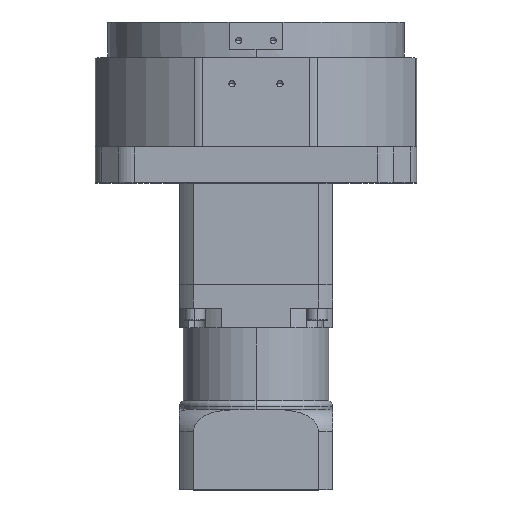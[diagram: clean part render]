
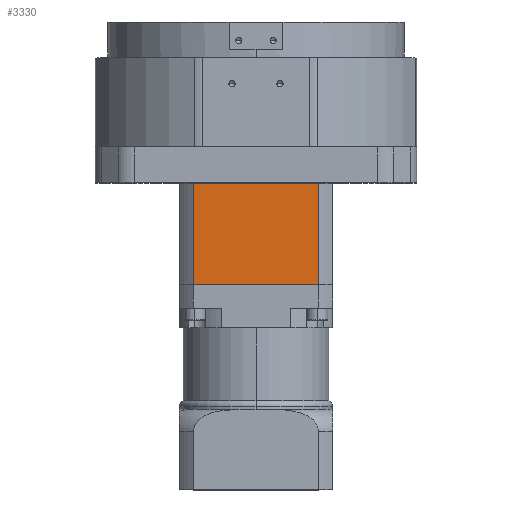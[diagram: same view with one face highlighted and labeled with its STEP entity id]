
A CAD part, top view. The second image highlights one B-rep face of the part: STEP entity #3330.
In plain terms, the highlighted planar face has unit normal (0, 0, 1).
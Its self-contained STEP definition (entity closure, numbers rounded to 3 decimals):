
#941 = LINE ( 'NONE', #14825, #19613 ) ;
#1557 = CARTESIAN_POINT ( 'NONE',  ( -25.278, -41., -33. ) ) ;
#1688 = VERTEX_POINT ( 'NONE', #9690 ) ;
#2270 = CARTESIAN_POINT ( 'NONE',  ( 25.278, -41., -33. ) ) ;
#3260 = AXIS2_PLACEMENT_3D ( 'NONE', #14662, #14642, #14613 ) ;
#3330 = ADVANCED_FACE ( 'NONE', ( #14233 ), #15295, .T. ) ;
#3468 = EDGE_CURVE ( 'NONE', #8054, #1688, #12332, .T. ) ;
#3931 = VERTEX_POINT ( 'NONE', #2270 ) ;
#3969 = VERTEX_POINT ( 'NONE', #1557 ) ;
#4987 = ORIENTED_EDGE ( 'NONE', *, *, #11661, .T. ) ;
#7858 = DIRECTION ( 'NONE',  ( 0., 1., 0. ) ) ;
#8054 = VERTEX_POINT ( 'NONE', #12691 ) ;
#9690 = CARTESIAN_POINT ( 'NONE',  ( 25.278, 0., -33. ) ) ;
#9776 = DIRECTION ( 'NONE',  ( 0., 1., 0. ) ) ;
#10992 = EDGE_CURVE ( 'NONE', #3969, #8054, #941, .T. ) ;
#11661 = EDGE_CURVE ( 'NONE', #3931, #1688, #14081, .T. ) ;
#12036 = DIRECTION ( 'NONE',  ( 1., 0., 0. ) ) ;
#12332 = LINE ( 'NONE', #12540, #12351 ) ;
#12351 = VECTOR ( 'NONE', #12036, 1000. ) ;
#12540 = CARTESIAN_POINT ( 'NONE',  ( 0., 0., -33. ) ) ;
#12691 = CARTESIAN_POINT ( 'NONE',  ( -25.278, 0., -33. ) ) ;
#13708 = EDGE_LOOP ( 'NONE', ( #19169, #17014, #14434, #4987 ) ) ;
#14019 = VECTOR ( 'NONE', #7858, 1000. ) ;
#14081 = LINE ( 'NONE', #17766, #14019 ) ;
#14233 = FACE_OUTER_BOUND ( 'NONE', #13708, .T. ) ;
#14434 = ORIENTED_EDGE ( 'NONE', *, *, #15091, .T. ) ;
#14613 = DIRECTION ( 'NONE',  ( 1., 0., 0. ) ) ;
#14642 = DIRECTION ( 'NONE',  ( 0., 0., 1. ) ) ;
#14662 = CARTESIAN_POINT ( 'NONE',  ( 0., -41., -33. ) ) ;
#14825 = CARTESIAN_POINT ( 'NONE',  ( -25.278, -41., -33. ) ) ;
#15091 = EDGE_CURVE ( 'NONE', #3969, #3931, #18693, .T. ) ;
#15295 = PLANE ( 'NONE',  #3260 ) ;
#17014 = ORIENTED_EDGE ( 'NONE', *, *, #10992, .F. ) ;
#17766 = CARTESIAN_POINT ( 'NONE',  ( 25.278, -41., -33. ) ) ;
#18122 = CARTESIAN_POINT ( 'NONE',  ( 0., -41., -33. ) ) ;
#18650 = VECTOR ( 'NONE', #19854, 1000. ) ;
#18693 = LINE ( 'NONE', #18122, #18650 ) ;
#19169 = ORIENTED_EDGE ( 'NONE', *, *, #3468, .F. ) ;
#19613 = VECTOR ( 'NONE', #9776, 1000. ) ;
#19854 = DIRECTION ( 'NONE',  ( 1., 0., 0. ) ) ;
